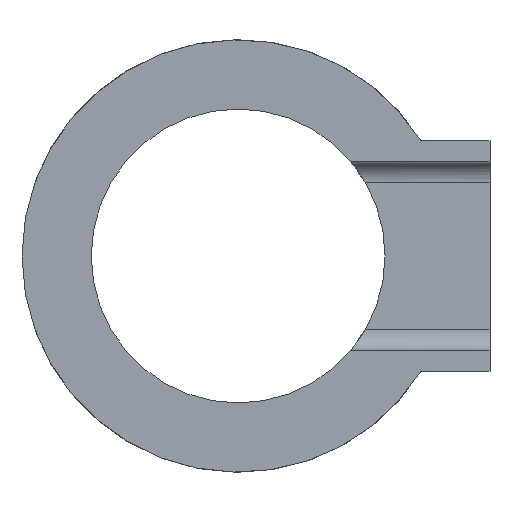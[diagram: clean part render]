
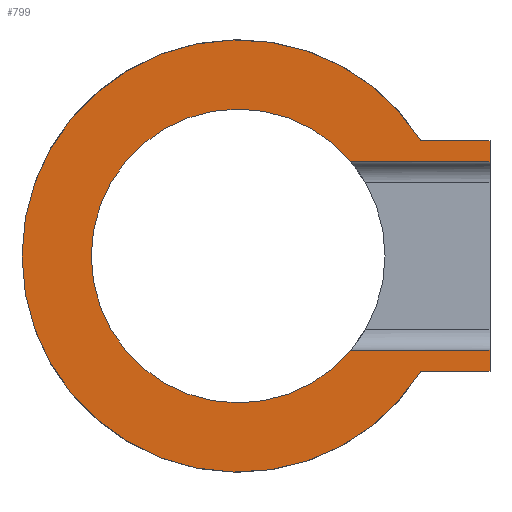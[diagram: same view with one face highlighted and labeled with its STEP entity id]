
A CAD part, front view. The second image highlights one B-rep face of the part: STEP entity #799.
In plain terms, the highlighted planar face has unit normal (0, -1, 0).
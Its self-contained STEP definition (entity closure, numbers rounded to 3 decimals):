
#19=PLANE('',#878);
#73=FACE_OUTER_BOUND('',#119,.T.);
#119=EDGE_LOOP('',(#578,#579,#580,#581,#582,#583,#584,#585,#586));
#171=LINE('',#1282,#239);
#172=LINE('',#1284,#240);
#173=LINE('',#1286,#241);
#174=LINE('',#1290,#242);
#175=LINE('',#1292,#243);
#176=LINE('',#1293,#244);
#239=VECTOR('',#1003,10.);
#240=VECTOR('',#1004,10.);
#241=VECTOR('',#1005,10.);
#242=VECTOR('',#1008,10.);
#243=VECTOR('',#1009,10.);
#244=VECTOR('',#1010,10.);
#305=CIRCLE('',#875,70.);
#307=CIRCLE('',#877,70.);
#308=CIRCLE('',#879,103.);
#357=VERTEX_POINT('',#1247);
#358=VERTEX_POINT('',#1249);
#363=VERTEX_POINT('',#1277);
#364=VERTEX_POINT('',#1281);
#365=VERTEX_POINT('',#1283);
#366=VERTEX_POINT('',#1285);
#367=VERTEX_POINT('',#1287);
#368=VERTEX_POINT('',#1289);
#369=VERTEX_POINT('',#1291);
#440=EDGE_CURVE('',#358,#357,#305,.T.);
#446=EDGE_CURVE('',#357,#363,#307,.T.);
#447=EDGE_CURVE('',#363,#364,#171,.T.);
#448=EDGE_CURVE('',#365,#364,#172,.T.);
#449=EDGE_CURVE('',#365,#366,#173,.T.);
#450=EDGE_CURVE('',#367,#366,#308,.T.);
#451=EDGE_CURVE('',#368,#367,#174,.T.);
#452=EDGE_CURVE('',#369,#368,#175,.T.);
#453=EDGE_CURVE('',#369,#358,#176,.T.);
#578=ORIENTED_EDGE('',*,*,#440,.T.);
#579=ORIENTED_EDGE('',*,*,#446,.T.);
#580=ORIENTED_EDGE('',*,*,#447,.T.);
#581=ORIENTED_EDGE('',*,*,#448,.F.);
#582=ORIENTED_EDGE('',*,*,#449,.T.);
#583=ORIENTED_EDGE('',*,*,#450,.F.);
#584=ORIENTED_EDGE('',*,*,#451,.F.);
#585=ORIENTED_EDGE('',*,*,#452,.F.);
#586=ORIENTED_EDGE('',*,*,#453,.T.);
#799=ADVANCED_FACE('',(#73),#19,.F.);
#875=AXIS2_PLACEMENT_3D('',#1250,#993,#994);
#877=AXIS2_PLACEMENT_3D('',#1279,#999,#1000);
#878=AXIS2_PLACEMENT_3D('',#1280,#1001,#1002);
#879=AXIS2_PLACEMENT_3D('',#1288,#1006,#1007);
#993=DIRECTION('center_axis',(0.,1.,0.));
#994=DIRECTION('ref_axis',(1.,0.,0.));
#999=DIRECTION('center_axis',(0.,1.,0.));
#1000=DIRECTION('ref_axis',(1.,0.,0.));
#1001=DIRECTION('center_axis',(0.,1.,0.));
#1002=DIRECTION('ref_axis',(0.,0.,1.));
#1003=DIRECTION('',(1.,0.,0.));
#1004=DIRECTION('',(0.,0.,-1.));
#1005=DIRECTION('',(-1.,0.,0.));
#1006=DIRECTION('center_axis',(0.,1.,0.));
#1007=DIRECTION('ref_axis',(-1.,0.,0.));
#1008=DIRECTION('',(-1.,0.,0.));
#1009=DIRECTION('',(0.,0.,-1.));
#1010=DIRECTION('',(-1.,0.,0.));
#1247=CARTESIAN_POINT('',(-70.,0.,0.));
#1249=CARTESIAN_POINT('',(53.619,0.,-45.));
#1250=CARTESIAN_POINT('Origin',(0.,0.,0.));
#1277=CARTESIAN_POINT('',(53.619,0.,45.));
#1279=CARTESIAN_POINT('Origin',(0.,0.,0.));
#1280=CARTESIAN_POINT('Origin',(0.,0.,0.));
#1281=CARTESIAN_POINT('',(120.,0.,45.));
#1282=CARTESIAN_POINT('',(60.,0.,45.));
#1283=CARTESIAN_POINT('',(120.,0.,55.));
#1284=CARTESIAN_POINT('',(120.,0.,55.));
#1285=CARTESIAN_POINT('',(87.086,0.,55.));
#1286=CARTESIAN_POINT('',(120.,0.,55.));
#1287=CARTESIAN_POINT('',(87.086,0.,-55.));
#1288=CARTESIAN_POINT('Origin',(0.,0.,0.));
#1289=CARTESIAN_POINT('',(120.,0.,-55.));
#1290=CARTESIAN_POINT('',(120.,0.,-55.));
#1291=CARTESIAN_POINT('',(120.,0.,-45.));
#1292=CARTESIAN_POINT('',(120.,0.,-45.));
#1293=CARTESIAN_POINT('',(60.,0.,-45.));
